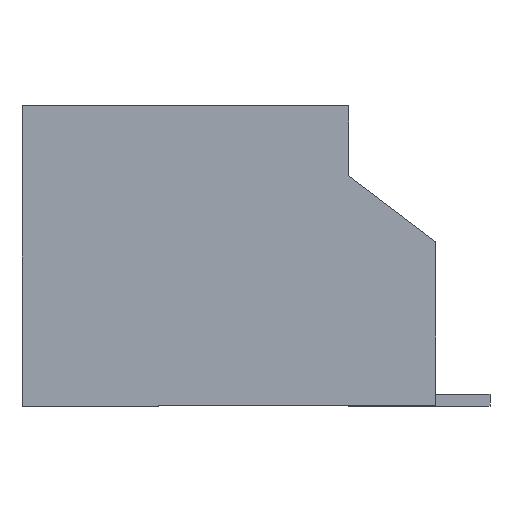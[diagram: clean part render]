
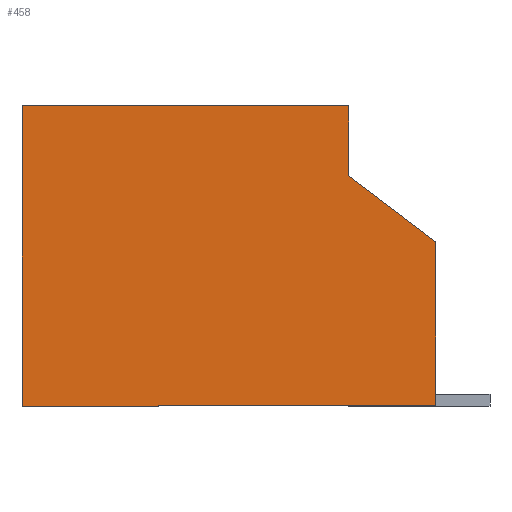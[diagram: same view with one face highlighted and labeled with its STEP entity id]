
A CAD part, left-side view. The second image highlights one B-rep face of the part: STEP entity #458.
In plain terms, the highlighted planar face has unit normal (-1, 0, 0).
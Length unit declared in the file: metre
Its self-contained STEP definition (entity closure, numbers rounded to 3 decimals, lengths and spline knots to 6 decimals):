
#216 = EDGE_CURVE( '', #487, #498, #561, .T. );
#244 = EDGE_CURVE( '', #606, #607, #608, .T. );
#260 = EDGE_CURVE( '', #487, #606, #628, .T. );
#282 = EDGE_CURVE( '', #659, #660, #661, .T. );
#326 = EDGE_CURVE( '', #607, #659, #722, .T. );
#332 = EDGE_CURVE( '', #660, #665, #729, .T. );
#368 = EDGE_CURVE( '', #665, #587, #773, .T. );
#378 = EDGE_CURVE( '', #587, #498, #785, .T. );
#458 = ADVANCED_FACE( '', ( #876 ), #877, .F. );
#487 = VERTEX_POINT( '', #899 );
#498 = VERTEX_POINT( '', #916 );
#561 = LINE( '', #1007, #1008 );
#587 = VERTEX_POINT( '', #1045 );
#606 = VERTEX_POINT( '', #1074 );
#607 = VERTEX_POINT( '', #1075 );
#608 = LINE( '', #1076, #1077 );
#628 = LINE( '', #1108, #1109 );
#659 = VERTEX_POINT( '', #1157 );
#660 = VERTEX_POINT( '', #1158 );
#661 = LINE( '', #1159, #1160 );
#665 = VERTEX_POINT( '', #1167 );
#722 = LINE( '', #1250, #1251 );
#729 = LINE( '', #1263, #1264 );
#773 = LINE( '', #1331, #1332 );
#785 = LINE( '', #1349, #1350 );
#876 = FACE_OUTER_BOUND( '', #1499, .T. );
#877 = PLANE( '', #1500 );
#899 = CARTESIAN_POINT( '', ( -0.00595, 0.0013, -0.000004 ) );
#916 = CARTESIAN_POINT( '', ( -0.00595, 0.0038, -0.000004 ) );
#1007 = CARTESIAN_POINT( '', ( -0.00595, 0.0038, -0.000004 ) );
#1008 = VECTOR( '', #1566, 1. );
#1045 = CARTESIAN_POINT( '', ( -0.00595, 0.0038, 0.005516 ) );
#1074 = CARTESIAN_POINT( '', ( -0.00595, 0.0013, 0.000016 ) );
#1075 = CARTESIAN_POINT( '', ( -0.00595, -0.0038, 0.000016 ) );
#1076 = CARTESIAN_POINT( '', ( -0.00595, -0.0038, 0.000016 ) );
#1077 = VECTOR( '', #1619, 1. );
#1108 = CARTESIAN_POINT( '', ( -0.00595, 0.0013, -0.000004 ) );
#1109 = VECTOR( '', #1643, 1. );
#1157 = CARTESIAN_POINT( '', ( -0.00595, -0.0038, 0.003016 ) );
#1158 = CARTESIAN_POINT( '', ( -0.00595, -0.0022, 0.004232 ) );
#1159 = CARTESIAN_POINT( '', ( -0.00595, -0.0022, 0.004232 ) );
#1160 = VECTOR( '', #1668, 1. );
#1167 = CARTESIAN_POINT( '', ( -0.00595, -0.0022, 0.005516 ) );
#1250 = CARTESIAN_POINT( '', ( -0.00595, -0.0038, 0.003016 ) );
#1251 = VECTOR( '', #1741, 1. );
#1263 = CARTESIAN_POINT( '', ( -0.00595, -0.0022, 0.005516 ) );
#1264 = VECTOR( '', #1744, 1. );
#1331 = CARTESIAN_POINT( '', ( -0.00595, 0.0038, 0.005516 ) );
#1332 = VECTOR( '', #1808, 1. );
#1349 = CARTESIAN_POINT( '', ( -0.00595, 0.0038, 0.000016 ) );
#1350 = VECTOR( '', #1829, 1. );
#1499 = EDGE_LOOP( '', ( #1970, #1971, #1972, #1973, #1974, #1975, #1976, #1977 ) );
#1500 = AXIS2_PLACEMENT_3D( '', #1978, #1979, #1980 );
#1566 = DIRECTION( '', ( 0., 1., 0. ) );
#1619 = DIRECTION( '', ( 0., -1., 0. ) );
#1643 = DIRECTION( '', ( 0., 0., 1. ) );
#1668 = DIRECTION( '', ( 0., 0.796, 0.605 ) );
#1741 = DIRECTION( '', ( 0., 0., 1. ) );
#1744 = DIRECTION( '', ( 0., 0., 1. ) );
#1808 = DIRECTION( '', ( 0., 1., 0. ) );
#1829 = DIRECTION( '', ( 0., 0., -1. ) );
#1970 = ORIENTED_EDGE( '', *, *, #326, .T. );
#1971 = ORIENTED_EDGE( '', *, *, #282, .T. );
#1972 = ORIENTED_EDGE( '', *, *, #332, .T. );
#1973 = ORIENTED_EDGE( '', *, *, #368, .T. );
#1974 = ORIENTED_EDGE( '', *, *, #378, .T. );
#1975 = ORIENTED_EDGE( '', *, *, #216, .F. );
#1976 = ORIENTED_EDGE( '', *, *, #260, .T. );
#1977 = ORIENTED_EDGE( '', *, *, #244, .T. );
#1978 = CARTESIAN_POINT( '', ( -0.00595, -0.0038, 0.000016 ) );
#1979 = DIRECTION( '', ( 1., 0., 0. ) );
#1980 = DIRECTION( '', ( 0., 1., 0. ) );
